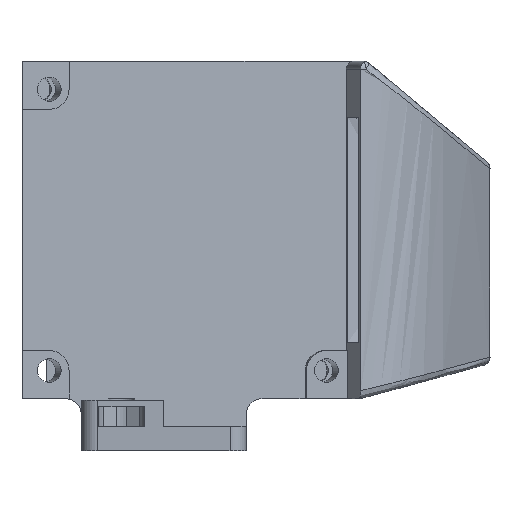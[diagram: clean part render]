
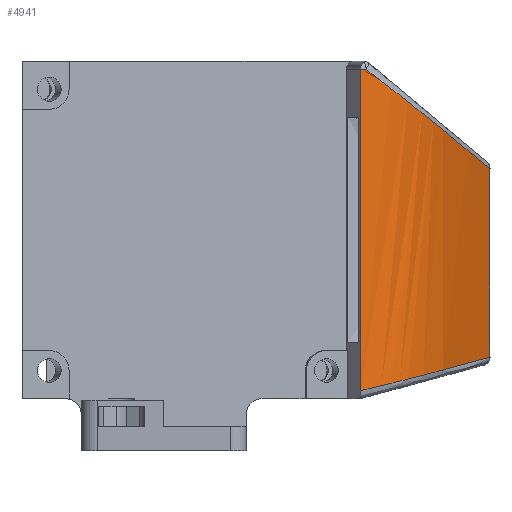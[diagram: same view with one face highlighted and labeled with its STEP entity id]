
A CAD part, left-side view. The second image highlights one B-rep face of the part: STEP entity #4941.
In plain terms, the highlighted free-form (B-spline) face has degree [3, 1] with [10, 2] control points.
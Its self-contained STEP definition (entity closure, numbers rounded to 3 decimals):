
#99=B_SPLINE_CURVE_WITH_KNOTS('',3,(#8457,#8458,#8459,#8460,#8461,#8462,
#8463),.UNSPECIFIED.,.F.,.F.,(4,1,2,4),(-2.728,-2.045,
-1.363,-1.363),.UNSPECIFIED.);
#100=B_SPLINE_CURVE_WITH_KNOTS('',3,(#8465,#8466,#8467,#8468,#8469),
 .UNSPECIFIED.,.F.,.F.,(4,1,4),(-1.363,-0.872,-0.381),
 .UNSPECIFIED.);
#101=B_SPLINE_CURVE_WITH_KNOTS('',3,(#8471,#8472,#8473,#8474,#8475,#8476,
#8477,#8478,#8479,#8480,#8481),.UNSPECIFIED.,.F.,.F.,(4,2,1,1,1,1,1,4),
(-0.381,-0.381,-0.281,-0.181,
-0.081,-0.032,-0.007,-0.001),
 .UNSPECIFIED.);
#103=B_SPLINE_CURVE_WITH_KNOTS('',3,(#8521,#8522,#8523,#8524),
 .UNSPECIFIED.,.F.,.F.,(4,4),(-2.795,-2.737),
 .UNSPECIFIED.);
#105=B_SPLINE_CURVE_WITH_KNOTS('',3,(#8580,#8581,#8582,#8583,#8584,#8585),
 .UNSPECIFIED.,.F.,.F.,(4,2,4),(-3.036,-2.642,-2.642),
 .UNSPECIFIED.);
#106=B_SPLINE_CURVE_WITH_KNOTS('',3,(#8587,#8588,#8589,#8590,#8591),
 .UNSPECIFIED.,.F.,.F.,(4,1,4),(-2.642,-2.202,-1.543),
 .UNSPECIFIED.);
#107=B_SPLINE_CURVE_WITH_KNOTS('',3,(#8592,#8593,#8594,#8595,#8596,#8597),
 .UNSPECIFIED.,.F.,.F.,(4,2,4),(-1.543,-1.543,-0.105),
 .UNSPECIFIED.);
#108=B_SPLINE_CURVE_WITH_KNOTS('',3,(#8618,#8619,#8620,#8621),
 .UNSPECIFIED.,.F.,.F.,(4,4),(-2.863,-0.515),
 .UNSPECIFIED.);
#112=B_SPLINE_CURVE_WITH_KNOTS('',3,(#8677,#8678,#8679,#8680,#8681,#8682),
 .UNSPECIFIED.,.F.,.F.,(4,2,4),(-4.101,-2.1,-0.1),
 .UNSPECIFIED.);
#171=B_SPLINE_SURFACE_WITH_KNOTS('',3,1,((#8657,#8658),(#8659,#8660),(#8661,
#8662),(#8663,#8664),(#8665,#8666),(#8667,#8668),(#8669,#8670),(#8671,#8672),
(#8673,#8674),(#8675,#8676)),.UNSPECIFIED.,.F.,.F.,.F.,(4,3,3,4),(2,2),
(0.,0.5,0.843,1.),(-0.1,4.1),.UNSPECIFIED.);
#515=FACE_OUTER_BOUND('',#807,.T.);
#807=EDGE_LOOP('',(#3987,#3988,#3989,#3990,#3991,#3992,#3993,#3994,#3995));
#2371=VERTEX_POINT('',#8131);
#2376=VERTEX_POINT('',#8164);
#2386=VERTEX_POINT('',#8366);
#2388=VERTEX_POINT('',#8456);
#2389=VERTEX_POINT('',#8464);
#2390=VERTEX_POINT('',#8470);
#2393=VERTEX_POINT('',#8498);
#2394=VERTEX_POINT('',#8579);
#2395=VERTEX_POINT('',#8586);
#2989=EDGE_CURVE('',#2386,#2388,#99,.T.);
#2990=EDGE_CURVE('',#2388,#2389,#100,.T.);
#2991=EDGE_CURVE('',#2389,#2390,#101,.T.);
#2997=EDGE_CURVE('',#2371,#2376,#103,.T.);
#2999=EDGE_CURVE('',#2376,#2394,#105,.T.);
#3000=EDGE_CURVE('',#2394,#2395,#106,.T.);
#3001=EDGE_CURVE('',#2395,#2393,#107,.T.);
#3002=EDGE_CURVE('',#2393,#2386,#108,.T.);
#3008=EDGE_CURVE('',#2390,#2371,#112,.T.);
#3987=ORIENTED_EDGE('',*,*,#2991,.F.);
#3988=ORIENTED_EDGE('',*,*,#2990,.F.);
#3989=ORIENTED_EDGE('',*,*,#2989,.F.);
#3990=ORIENTED_EDGE('',*,*,#3002,.F.);
#3991=ORIENTED_EDGE('',*,*,#3001,.F.);
#3992=ORIENTED_EDGE('',*,*,#3000,.F.);
#3993=ORIENTED_EDGE('',*,*,#2999,.F.);
#3994=ORIENTED_EDGE('',*,*,#2997,.F.);
#3995=ORIENTED_EDGE('',*,*,#3008,.F.);
#4941=ADVANCED_FACE('',(#515),#171,.T.);
#8131=CARTESIAN_POINT('',(-32.676,-39.114,63.5));
#8164=CARTESIAN_POINT('',(-32.529,-39.74,63.5));
#8366=CARTESIAN_POINT('',(-10.961,-55.145,27.652));
#8456=CARTESIAN_POINT('',(-23.419,-49.412,26.094));
#8457=CARTESIAN_POINT('Ctrl Pts',(-10.961,-55.145,27.652));
#8458=CARTESIAN_POINT('Ctrl Pts',(-13.051,-54.292,27.416));
#8459=CARTESIAN_POINT('Ctrl Pts',(-17.272,-52.593,26.95));
#8460=CARTESIAN_POINT('Ctrl Pts',(-21.419,-50.574,26.404));
#8461=CARTESIAN_POINT('Ctrl Pts',(-23.417,-49.41,26.093));
#8462=CARTESIAN_POINT('Ctrl Pts',(-23.418,-49.41,26.093));
#8463=CARTESIAN_POINT('Ctrl Pts',(-23.418,-49.41,26.093));
#8464=CARTESIAN_POINT('',(-31.068,-42.875,24.402));
#8465=CARTESIAN_POINT('Ctrl Pts',(-23.418,-49.41,26.093));
#8466=CARTESIAN_POINT('Ctrl Pts',(-24.854,-48.574,25.87));
#8467=CARTESIAN_POINT('Ctrl Pts',(-27.643,-46.761,25.389));
#8468=CARTESIAN_POINT('Ctrl Pts',(-30.102,-44.315,24.76));
#8469=CARTESIAN_POINT('Ctrl Pts',(-31.067,-42.874,24.402));
#8470=CARTESIAN_POINT('',(-32.676,-39.114,23.486));
#8471=CARTESIAN_POINT('Ctrl Pts',(-31.067,-42.874,24.402));
#8472=CARTESIAN_POINT('Ctrl Pts',(-31.068,-42.873,24.402));
#8473=CARTESIAN_POINT('Ctrl Pts',(-31.068,-42.872,24.402));
#8474=CARTESIAN_POINT('Ctrl Pts',(-31.266,-42.578,24.329));
#8475=CARTESIAN_POINT('Ctrl Pts',(-31.638,-41.969,24.178));
#8476=CARTESIAN_POINT('Ctrl Pts',(-32.112,-40.995,23.94));
#8477=CARTESIAN_POINT('Ctrl Pts',(-32.421,-40.144,23.734));
#8478=CARTESIAN_POINT('Ctrl Pts',(-32.586,-39.53,23.587));
#8479=CARTESIAN_POINT('Ctrl Pts',(-32.649,-39.246,23.519));
#8480=CARTESIAN_POINT('Ctrl Pts',(-32.672,-39.135,23.493));
#8481=CARTESIAN_POINT('Ctrl Pts',(-32.676,-39.113,23.488));
#8498=CARTESIAN_POINT('',(-10.961,-55.145,51.13));
#8521=CARTESIAN_POINT('Ctrl Pts',(-32.676,-39.114,63.5));
#8522=CARTESIAN_POINT('Ctrl Pts',(-32.634,-39.324,63.5));
#8523=CARTESIAN_POINT('Ctrl Pts',(-32.585,-39.533,63.5));
#8524=CARTESIAN_POINT('Ctrl Pts',(-32.529,-39.74,63.5));
#8579=CARTESIAN_POINT('',(-31.068,-42.875,61.116));
#8580=CARTESIAN_POINT('Ctrl Pts',(-32.529,-39.74,63.5));
#8581=CARTESIAN_POINT('Ctrl Pts',(-32.229,-40.844,62.672));
#8582=CARTESIAN_POINT('Ctrl Pts',(-31.719,-41.904,61.866));
#8583=CARTESIAN_POINT('Ctrl Pts',(-31.069,-42.875,61.116));
#8584=CARTESIAN_POINT('Ctrl Pts',(-31.069,-42.875,61.115));
#8585=CARTESIAN_POINT('Ctrl Pts',(-31.069,-42.875,61.115));
#8586=CARTESIAN_POINT('',(-23.419,-49.412,55.889));
#8587=CARTESIAN_POINT('Ctrl Pts',(-31.069,-42.875,61.115));
#8588=CARTESIAN_POINT('Ctrl Pts',(-30.343,-43.959,60.278));
#8589=CARTESIAN_POINT('Ctrl Pts',(-28.068,-46.451,58.309));
#8590=CARTESIAN_POINT('Ctrl Pts',(-25.21,-48.366,56.748));
#8591=CARTESIAN_POINT('Ctrl Pts',(-23.418,-49.411,55.89));
#8592=CARTESIAN_POINT('Ctrl Pts',(-23.418,-49.411,55.89));
#8593=CARTESIAN_POINT('Ctrl Pts',(-23.417,-49.412,55.889));
#8594=CARTESIAN_POINT('Ctrl Pts',(-23.415,-49.413,55.888));
#8595=CARTESIAN_POINT('Ctrl Pts',(-19.504,-51.693,54.015));
#8596=CARTESIAN_POINT('Ctrl Pts',(-15.178,-53.423,52.579));
#8597=CARTESIAN_POINT('Ctrl Pts',(-10.961,-55.145,51.13));
#8618=CARTESIAN_POINT('Ctrl Pts',(-10.961,-55.145,51.13));
#8619=CARTESIAN_POINT('Ctrl Pts',(-10.961,-55.145,43.304));
#8620=CARTESIAN_POINT('Ctrl Pts',(-10.961,-55.145,35.478));
#8621=CARTESIAN_POINT('Ctrl Pts',(-10.961,-55.145,27.652));
#8657=CARTESIAN_POINT('Ctrl Pts',(-10.041,-55.523,64.5));
#8658=CARTESIAN_POINT('Ctrl Pts',(-10.041,-55.523,22.5));
#8659=CARTESIAN_POINT('Ctrl Pts',(-13.719,-53.999,64.5));
#8660=CARTESIAN_POINT('Ctrl Pts',(-13.719,-53.999,22.5));
#8661=CARTESIAN_POINT('Ctrl Pts',(-18.911,-52.037,64.5));
#8662=CARTESIAN_POINT('Ctrl Pts',(-18.911,-52.037,22.5));
#8663=CARTESIAN_POINT('Ctrl Pts',(-23.419,-49.412,64.5));
#8664=CARTESIAN_POINT('Ctrl Pts',(-23.419,-49.412,22.5));
#8665=CARTESIAN_POINT('Ctrl Pts',(-26.511,-47.612,64.5));
#8666=CARTESIAN_POINT('Ctrl Pts',(-26.511,-47.612,22.5));
#8667=CARTESIAN_POINT('Ctrl Pts',(-29.306,-45.505,64.5));
#8668=CARTESIAN_POINT('Ctrl Pts',(-29.306,-45.505,22.5));
#8669=CARTESIAN_POINT('Ctrl Pts',(-31.068,-42.875,64.5));
#8670=CARTESIAN_POINT('Ctrl Pts',(-31.068,-42.875,22.5));
#8671=CARTESIAN_POINT('Ctrl Pts',(-31.876,-41.67,64.5));
#8672=CARTESIAN_POINT('Ctrl Pts',(-31.876,-41.67,22.5));
#8673=CARTESIAN_POINT('Ctrl Pts',(-32.461,-40.347,64.5));
#8674=CARTESIAN_POINT('Ctrl Pts',(-32.461,-40.347,22.5));
#8675=CARTESIAN_POINT('Ctrl Pts',(-32.713,-38.917,64.5));
#8676=CARTESIAN_POINT('Ctrl Pts',(-32.713,-38.917,22.5));
#8677=CARTESIAN_POINT('Ctrl Pts',(-32.676,-39.114,23.486));
#8678=CARTESIAN_POINT('Ctrl Pts',(-32.676,-39.114,30.157));
#8679=CARTESIAN_POINT('Ctrl Pts',(-32.676,-39.114,36.829));
#8680=CARTESIAN_POINT('Ctrl Pts',(-32.676,-39.114,50.167));
#8681=CARTESIAN_POINT('Ctrl Pts',(-32.676,-39.114,56.833));
#8682=CARTESIAN_POINT('Ctrl Pts',(-32.676,-39.114,63.5));
